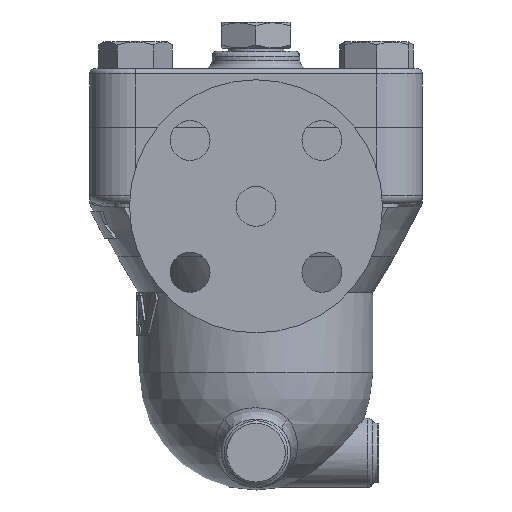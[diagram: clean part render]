
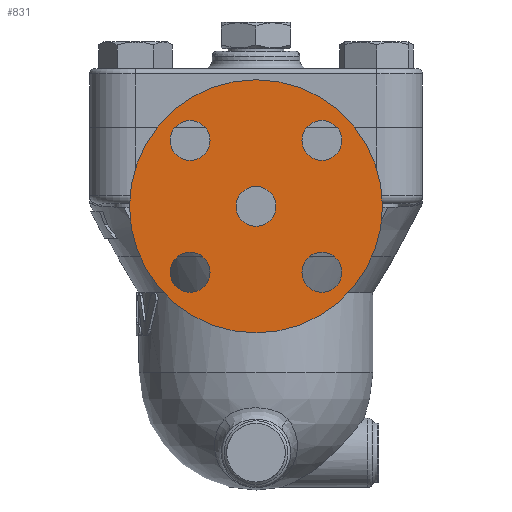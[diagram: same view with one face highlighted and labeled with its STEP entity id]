
A CAD part, left-side view. The second image highlights one B-rep face of the part: STEP entity #831.
In plain terms, the highlighted free-form (B-spline) face has degree [1, 1] with [2, 2] control points.
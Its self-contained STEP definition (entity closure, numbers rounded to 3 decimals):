
#664=CARTESIAN_POINT('',(-109.5,0.0,18.));
#665=VERTEX_POINT('',#664);
#666=CARTESIAN_POINT('',(-109.5,0.0,-29.5));
#667=DIRECTION('',(-1.0,0.0,0.0));
#668=DIRECTION('',(0.0,0.0,1.0));
#669=AXIS2_PLACEMENT_3D('',#666,#667,#668);
#670=CIRCLE('',#669,47.5);
#671=EDGE_CURVE('',#665,#665,#670,.T.);
#687=CARTESIAN_POINT('',(-109.5,-17.249,-54.249));
#688=VERTEX_POINT('',#687);
#689=CARTESIAN_POINT('',(-109.5,-24.749,-54.249));
#690=DIRECTION('',(1.0,0.0,0.0));
#691=DIRECTION('',(0.0,1.0,0.0));
#692=AXIS2_PLACEMENT_3D('',#689,#690,#691);
#693=CIRCLE('',#692,7.5);
#694=EDGE_CURVE('',#688,#688,#693,.T.);
#707=CARTESIAN_POINT('',(-109.5,24.749,-46.749));
#708=VERTEX_POINT('',#707);
#709=CARTESIAN_POINT('',(-109.5,24.749,-54.249));
#710=DIRECTION('',(1.0,0.0,0.0));
#711=DIRECTION('',(0.0,0.0,1.0));
#712=AXIS2_PLACEMENT_3D('',#709,#710,#711);
#713=CIRCLE('',#712,7.5);
#714=EDGE_CURVE('',#708,#708,#713,.T.);
#727=CARTESIAN_POINT('',(-109.5,17.249,-4.751));
#728=VERTEX_POINT('',#727);
#729=CARTESIAN_POINT('',(-109.5,24.749,-4.751));
#730=DIRECTION('',(1.0,0.0,0.0));
#731=DIRECTION('',(0.0,-1.0,0.0));
#732=AXIS2_PLACEMENT_3D('',#729,#730,#731);
#733=CIRCLE('',#732,7.5);
#734=EDGE_CURVE('',#728,#728,#733,.T.);
#747=CARTESIAN_POINT('',(-109.5,-24.749,-12.251));
#748=VERTEX_POINT('',#747);
#749=CARTESIAN_POINT('',(-109.5,-24.749,-4.751));
#750=DIRECTION('',(1.0,0.0,0.0));
#751=DIRECTION('',(0.0,0.0,-1.0));
#752=AXIS2_PLACEMENT_3D('',#749,#750,#751);
#753=CIRCLE('',#752,7.5);
#754=EDGE_CURVE('',#748,#748,#753,.T.);
#785=CARTESIAN_POINT('',(-109.5,0.0,-22.));
#786=VERTEX_POINT('',#785);
#787=CARTESIAN_POINT('',(-109.5,0.0,-29.5));
#788=DIRECTION('',(-1.0,0.0,0.0));
#789=DIRECTION('',(0.0,0.0,1.0));
#790=AXIS2_PLACEMENT_3D('',#787,#788,#789);
#791=CIRCLE('',#790,7.5);
#792=EDGE_CURVE('',#786,#786,#791,.T.);
#808=CARTESIAN_POINT('',(-109.5,47.5,18.));
#809=CARTESIAN_POINT('',(-109.5,47.5,-77.));
#810=CARTESIAN_POINT('',(-109.5,-47.5,18.));
#811=CARTESIAN_POINT('',(-109.5,-47.5,-77.));
#812=B_SPLINE_SURFACE_WITH_KNOTS('',1,1,((#808,#810),(#809,#811)),.UNSPECIFIED.,.F.,.F.,.U.,(2,2),(2,2),(0.0,95.),(0.0,95.),.UNSPECIFIED.);
#813=ORIENTED_EDGE('',*,*,#671,.T.);
#814=EDGE_LOOP('',(#813));
#815=FACE_OUTER_BOUND('',#814,.T.);
#816=ORIENTED_EDGE('',*,*,#694,.T.);
#817=EDGE_LOOP('',(#816));
#818=FACE_BOUND('',#817,.T.);
#819=ORIENTED_EDGE('',*,*,#714,.T.);
#820=EDGE_LOOP('',(#819));
#821=FACE_BOUND('',#820,.T.);
#822=ORIENTED_EDGE('',*,*,#734,.T.);
#823=EDGE_LOOP('',(#822));
#824=FACE_BOUND('',#823,.T.);
#825=ORIENTED_EDGE('',*,*,#754,.T.);
#826=EDGE_LOOP('',(#825));
#827=FACE_BOUND('',#826,.T.);
#828=ORIENTED_EDGE('',*,*,#792,.F.);
#829=EDGE_LOOP('',(#828));
#830=FACE_BOUND('',#829,.T.);
#831=ADVANCED_FACE('',(#815,#818,#821,#824,#827,#830),#812,.T.);
